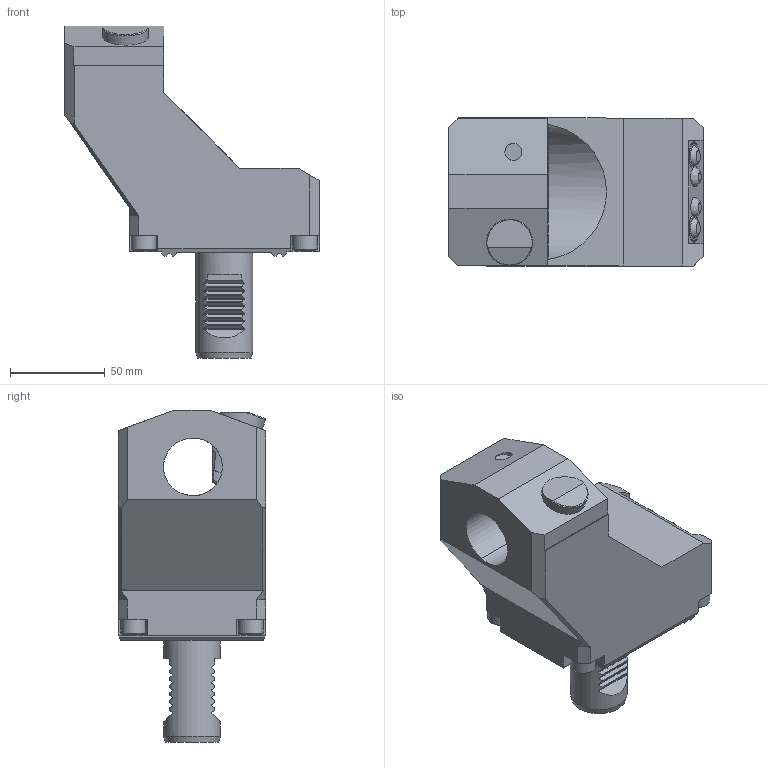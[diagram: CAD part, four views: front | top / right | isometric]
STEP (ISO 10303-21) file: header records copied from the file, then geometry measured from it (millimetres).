
FILE_DESCRIPTION(/* description */ (''),/* implementation_level */ '2;1');
FILE_NAME(/* name */ 'W1350017.stp',/* time_stamp */ '2013-07-31T11:42:53+02:00',/* author */ (''),/* organization */ (''),/* preprocessor_version */ 'ST-DEVELOPER v11',/* originating_system */ 'SIEMENS PLM Software NX 7.5',/* authorisation */ '');
FILE_SCHEMA (('AUTOMOTIVE_DESIGN { 1 0 10303 214 1 1 1 1 }'));
Length unit declared in the file: millimetre
Products named in the file (1): franF51Bsczq
Bounding box: 134 x 78 x 175 mm (x, y, z)
Volume: 652557 mm3; surface area: 65216.2 mm2
Topology: 1 solids, 1 shells, 211 faces, 574 edges, 376 vertices
Faces by surface type: plane 154, cylinder 38, cone 13, bspline 2, torus 2, sphere 2
Full cylindrical faces by diameter (mm): 8 x1, 9 x1, 13 x4, 14 x2, 24 x1, 30 x1
Entity records: 6968 total; most frequent: CARTESIAN_POINT 1723, ORIENTED_EDGE 1070, DIRECTION 1063, EDGE_CURVE 535, VERTEX_POINT 362, AXIS2_PLACEMENT_3D 356, LINE 351, VECTOR 351
